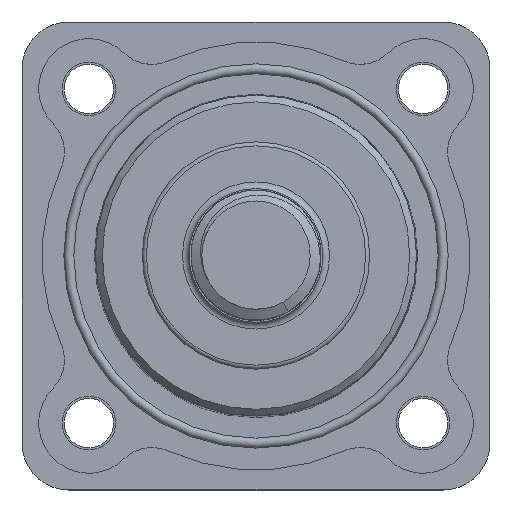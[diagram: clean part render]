
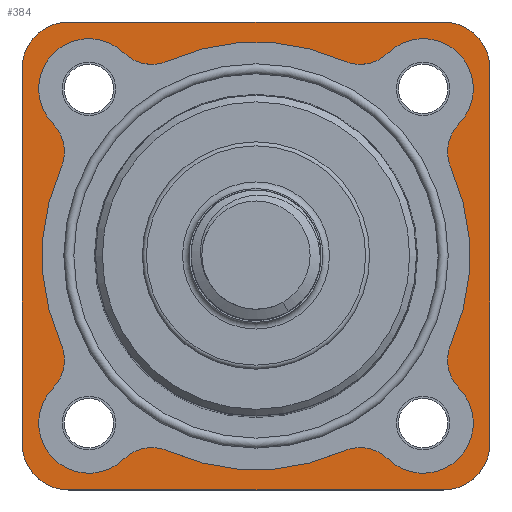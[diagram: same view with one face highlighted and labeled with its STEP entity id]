
A CAD part, top view. The second image highlights one B-rep face of the part: STEP entity #384.
In plain terms, the highlighted planar face has unit normal (0, 0, 1).
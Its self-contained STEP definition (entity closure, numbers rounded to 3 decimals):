
#268=FACE_BOUND('',#673,.T.);
#269=FACE_BOUND('',#674,.T.);
#384=ADVANCED_FACE('',(#268,#269),#443,.T.);
#443=PLANE('',#2126);
#673=EDGE_LOOP('',(#1213,#1214,#1215,#1216,#1217,#1218,#1219,#1220,#1221,
#1222,#1223,#1224,#1225,#1226,#1227,#1228));
#674=EDGE_LOOP('',(#1229,#1230,#1231,#1232,#1233,#1234,#1235,#1236));
#739=CIRCLE('',#1959,16.);
#741=CIRCLE('',#1962,3.);
#743=CIRCLE('',#1965,3.75);
#745=CIRCLE('',#1968,3.);
#747=CIRCLE('',#1971,16.);
#749=CIRCLE('',#1974,3.);
#751=CIRCLE('',#1977,3.75);
#753=CIRCLE('',#1980,3.);
#755=CIRCLE('',#1983,16.);
#757=CIRCLE('',#1986,3.);
#759=CIRCLE('',#1989,3.75);
#761=CIRCLE('',#1992,3.);
#763=CIRCLE('',#1995,16.);
#765=CIRCLE('',#1998,3.);
#767=CIRCLE('',#2001,3.75);
#769=CIRCLE('',#2004,3.);
#814=CIRCLE('',#2102,3.5);
#816=CIRCLE('',#2106,3.5);
#818=CIRCLE('',#2110,3.5);
#825=CIRCLE('',#2124,3.5);
#1213=ORIENTED_EDGE('',*,*,#1565,.F.);
#1214=ORIENTED_EDGE('',*,*,#1568,.F.);
#1215=ORIENTED_EDGE('',*,*,#1571,.F.);
#1216=ORIENTED_EDGE('',*,*,#1525,.F.);
#1217=ORIENTED_EDGE('',*,*,#1529,.F.);
#1218=ORIENTED_EDGE('',*,*,#1532,.F.);
#1219=ORIENTED_EDGE('',*,*,#1535,.F.);
#1220=ORIENTED_EDGE('',*,*,#1538,.F.);
#1221=ORIENTED_EDGE('',*,*,#1541,.F.);
#1222=ORIENTED_EDGE('',*,*,#1544,.F.);
#1223=ORIENTED_EDGE('',*,*,#1547,.F.);
#1224=ORIENTED_EDGE('',*,*,#1550,.F.);
#1225=ORIENTED_EDGE('',*,*,#1553,.F.);
#1226=ORIENTED_EDGE('',*,*,#1556,.F.);
#1227=ORIENTED_EDGE('',*,*,#1559,.F.);
#1228=ORIENTED_EDGE('',*,*,#1562,.F.);
#1229=ORIENTED_EDGE('',*,*,#1685,.T.);
#1230=ORIENTED_EDGE('',*,*,#1678,.T.);
#1231=ORIENTED_EDGE('',*,*,#1674,.T.);
#1232=ORIENTED_EDGE('',*,*,#1672,.T.);
#1233=ORIENTED_EDGE('',*,*,#1668,.T.);
#1234=ORIENTED_EDGE('',*,*,#1665,.T.);
#1235=ORIENTED_EDGE('',*,*,#1662,.T.);
#1236=ORIENTED_EDGE('',*,*,#1660,.T.);
#1359=VERTEX_POINT('',#2868);
#1360=VERTEX_POINT('',#2869);
#1363=VERTEX_POINT('',#2877);
#1365=VERTEX_POINT('',#2883);
#1367=VERTEX_POINT('',#2889);
#1369=VERTEX_POINT('',#2895);
#1371=VERTEX_POINT('',#2901);
#1373=VERTEX_POINT('',#2907);
#1375=VERTEX_POINT('',#2913);
#1377=VERTEX_POINT('',#2919);
#1379=VERTEX_POINT('',#2925);
#1381=VERTEX_POINT('',#2931);
#1383=VERTEX_POINT('',#2937);
#1385=VERTEX_POINT('',#2943);
#1387=VERTEX_POINT('',#2949);
#1389=VERTEX_POINT('',#2955);
#1442=VERTEX_POINT('',#3152);
#1443=VERTEX_POINT('',#3154);
#1444=VERTEX_POINT('',#3158);
#1446=VERTEX_POINT('',#3164);
#1448=VERTEX_POINT('',#3170);
#1451=VERTEX_POINT('',#3178);
#1452=VERTEX_POINT('',#3182);
#1455=VERTEX_POINT('',#3190);
#1525=EDGE_CURVE('',#1359,#1360,#739,.T.);
#1529=EDGE_CURVE('',#1363,#1359,#741,.T.);
#1532=EDGE_CURVE('',#1365,#1363,#743,.T.);
#1535=EDGE_CURVE('',#1367,#1365,#745,.T.);
#1538=EDGE_CURVE('',#1369,#1367,#747,.T.);
#1541=EDGE_CURVE('',#1371,#1369,#749,.T.);
#1544=EDGE_CURVE('',#1373,#1371,#751,.T.);
#1547=EDGE_CURVE('',#1375,#1373,#753,.T.);
#1550=EDGE_CURVE('',#1377,#1375,#755,.T.);
#1553=EDGE_CURVE('',#1379,#1377,#757,.T.);
#1556=EDGE_CURVE('',#1381,#1379,#759,.T.);
#1559=EDGE_CURVE('',#1383,#1381,#761,.T.);
#1562=EDGE_CURVE('',#1385,#1383,#763,.T.);
#1565=EDGE_CURVE('',#1387,#1385,#765,.T.);
#1568=EDGE_CURVE('',#1389,#1387,#767,.T.);
#1571=EDGE_CURVE('',#1360,#1389,#769,.T.);
#1660=EDGE_CURVE('',#1443,#1442,#1796,.T.);
#1662=EDGE_CURVE('',#1444,#1443,#814,.T.);
#1665=EDGE_CURVE('',#1446,#1444,#1799,.T.);
#1668=EDGE_CURVE('',#1448,#1446,#816,.T.);
#1672=EDGE_CURVE('',#1451,#1448,#1804,.T.);
#1674=EDGE_CURVE('',#1452,#1451,#818,.T.);
#1678=EDGE_CURVE('',#1455,#1452,#1808,.T.);
#1685=EDGE_CURVE('',#1442,#1455,#825,.T.);
#1796=LINE('',#3153,#1888);
#1799=LINE('',#3163,#1891);
#1804=LINE('',#3177,#1896);
#1808=LINE('',#3189,#1900);
#1888=VECTOR('',#2613,1.);
#1891=VECTOR('',#2624,1.);
#1896=VECTOR('',#2637,1.);
#1900=VECTOR('',#2649,1.);
#1959=AXIS2_PLACEMENT_3D('',#2867,#2269,#2270);
#1962=AXIS2_PLACEMENT_3D('',#2876,#2277,#2278);
#1965=AXIS2_PLACEMENT_3D('',#2882,#2284,#2285);
#1968=AXIS2_PLACEMENT_3D('',#2888,#2291,#2292);
#1971=AXIS2_PLACEMENT_3D('',#2894,#2298,#2299);
#1974=AXIS2_PLACEMENT_3D('',#2900,#2305,#2306);
#1977=AXIS2_PLACEMENT_3D('',#2906,#2312,#2313);
#1980=AXIS2_PLACEMENT_3D('',#2912,#2319,#2320);
#1983=AXIS2_PLACEMENT_3D('',#2918,#2326,#2327);
#1986=AXIS2_PLACEMENT_3D('',#2924,#2333,#2334);
#1989=AXIS2_PLACEMENT_3D('',#2930,#2340,#2341);
#1992=AXIS2_PLACEMENT_3D('',#2936,#2347,#2348);
#1995=AXIS2_PLACEMENT_3D('',#2942,#2354,#2355);
#1998=AXIS2_PLACEMENT_3D('',#2948,#2361,#2362);
#2001=AXIS2_PLACEMENT_3D('',#2954,#2368,#2369);
#2004=AXIS2_PLACEMENT_3D('',#2960,#2375,#2376);
#2102=AXIS2_PLACEMENT_3D('',#3157,#2617,#2618);
#2106=AXIS2_PLACEMENT_3D('',#3169,#2629,#2630);
#2110=AXIS2_PLACEMENT_3D('',#3181,#2641,#2642);
#2124=AXIS2_PLACEMENT_3D('',#3207,#2673,#2674);
#2126=AXIS2_PLACEMENT_3D('',#3209,#2677,#2678);
#2269=DIRECTION('',(0.,0.,1.));
#2270=DIRECTION('',(1.,0.,0.));
#2277=DIRECTION('',(0.,0.,-1.));
#2278=DIRECTION('',(1.,0.,0.));
#2284=DIRECTION('',(0.,0.,1.));
#2285=DIRECTION('',(1.,0.,0.));
#2291=DIRECTION('',(0.,0.,-1.));
#2292=DIRECTION('',(1.,0.,0.));
#2298=DIRECTION('',(0.,0.,1.));
#2299=DIRECTION('',(1.,0.,0.));
#2305=DIRECTION('',(0.,0.,-1.));
#2306=DIRECTION('',(1.,0.,0.));
#2312=DIRECTION('',(0.,0.,1.));
#2313=DIRECTION('',(1.,0.,0.));
#2319=DIRECTION('',(0.,0.,-1.));
#2320=DIRECTION('',(1.,0.,0.));
#2326=DIRECTION('',(0.,0.,1.));
#2327=DIRECTION('',(1.,0.,0.));
#2333=DIRECTION('',(0.,0.,-1.));
#2334=DIRECTION('',(1.,0.,0.));
#2340=DIRECTION('',(0.,0.,1.));
#2341=DIRECTION('',(1.,0.,0.));
#2347=DIRECTION('',(0.,0.,-1.));
#2348=DIRECTION('',(1.,0.,0.));
#2354=DIRECTION('',(0.,0.,1.));
#2355=DIRECTION('',(1.,0.,0.));
#2361=DIRECTION('',(0.,0.,-1.));
#2362=DIRECTION('',(1.,0.,0.));
#2368=DIRECTION('',(0.,0.,1.));
#2369=DIRECTION('',(1.,0.,0.));
#2375=DIRECTION('',(0.,0.,-1.));
#2376=DIRECTION('',(1.,0.,0.));
#2613=DIRECTION('',(-1.,0.,0.));
#2617=DIRECTION('',(0.,0.,1.));
#2618=DIRECTION('',(1.,0.,0.));
#2624=DIRECTION('',(0.,1.,0.));
#2629=DIRECTION('',(0.,0.,1.));
#2630=DIRECTION('',(1.,0.,0.));
#2637=DIRECTION('',(1.,0.,0.));
#2641=DIRECTION('',(0.,0.,1.));
#2642=DIRECTION('',(1.,0.,0.));
#2649=DIRECTION('',(0.,-1.,0.));
#2673=DIRECTION('',(0.,0.,1.));
#2674=DIRECTION('',(1.,0.,0.));
#2677=DIRECTION('',(0.,0.,1.));
#2678=DIRECTION('',(1.,0.,0.));
#2867=CARTESIAN_POINT('',(0.,0.,3.5));
#2868=CARTESIAN_POINT('',(6.557,14.595,3.5));
#2869=CARTESIAN_POINT('',(-6.557,14.595,3.5));
#2876=CARTESIAN_POINT('',(7.786,17.331,3.5));
#2877=CARTESIAN_POINT('',(9.881,15.184,3.5));
#2882=CARTESIAN_POINT('',(12.5,12.5,3.5));
#2883=CARTESIAN_POINT('',(15.184,9.881,3.5));
#2888=CARTESIAN_POINT('',(17.331,7.786,3.5));
#2889=CARTESIAN_POINT('',(14.595,6.557,3.5));
#2894=CARTESIAN_POINT('',(0.,0.,3.5));
#2895=CARTESIAN_POINT('',(14.595,-6.557,3.5));
#2900=CARTESIAN_POINT('',(17.331,-7.786,3.5));
#2901=CARTESIAN_POINT('',(15.184,-9.881,3.5));
#2906=CARTESIAN_POINT('',(12.5,-12.5,3.5));
#2907=CARTESIAN_POINT('',(9.881,-15.184,3.5));
#2912=CARTESIAN_POINT('',(7.786,-17.331,3.5));
#2913=CARTESIAN_POINT('',(6.557,-14.595,3.5));
#2918=CARTESIAN_POINT('',(0.,0.,3.5));
#2919=CARTESIAN_POINT('',(-6.557,-14.595,3.5));
#2924=CARTESIAN_POINT('',(-7.786,-17.331,3.5));
#2925=CARTESIAN_POINT('',(-9.881,-15.184,3.5));
#2930=CARTESIAN_POINT('',(-12.5,-12.5,3.5));
#2931=CARTESIAN_POINT('',(-15.184,-9.881,3.5));
#2936=CARTESIAN_POINT('',(-17.331,-7.786,3.5));
#2937=CARTESIAN_POINT('',(-14.595,-6.557,3.5));
#2942=CARTESIAN_POINT('',(0.,0.,3.5));
#2943=CARTESIAN_POINT('',(-14.595,6.557,3.5));
#2948=CARTESIAN_POINT('',(-17.331,7.786,3.5));
#2949=CARTESIAN_POINT('',(-15.184,9.881,3.5));
#2954=CARTESIAN_POINT('',(-12.5,12.5,3.5));
#2955=CARTESIAN_POINT('',(-9.881,15.184,3.5));
#2960=CARTESIAN_POINT('',(-7.786,17.331,3.5));
#3152=CARTESIAN_POINT('',(-14.,17.5,3.5));
#3153=CARTESIAN_POINT('',(14.,17.5,3.5));
#3154=CARTESIAN_POINT('',(14.,17.5,3.5));
#3157=CARTESIAN_POINT('',(14.,14.,3.5));
#3158=CARTESIAN_POINT('',(17.5,14.,3.5));
#3163=CARTESIAN_POINT('',(17.5,-14.,3.5));
#3164=CARTESIAN_POINT('',(17.5,-14.,3.5));
#3169=CARTESIAN_POINT('',(14.,-14.,3.5));
#3170=CARTESIAN_POINT('',(14.,-17.5,3.5));
#3177=CARTESIAN_POINT('',(-14.,-17.5,3.5));
#3178=CARTESIAN_POINT('',(-14.,-17.5,3.5));
#3181=CARTESIAN_POINT('',(-14.,-14.,3.5));
#3182=CARTESIAN_POINT('',(-17.5,-14.,3.5));
#3189=CARTESIAN_POINT('',(-17.5,14.,3.5));
#3190=CARTESIAN_POINT('',(-17.5,14.,3.5));
#3207=CARTESIAN_POINT('',(-14.,14.,3.5));
#3209=CARTESIAN_POINT('',(-14.,14.,3.5));
